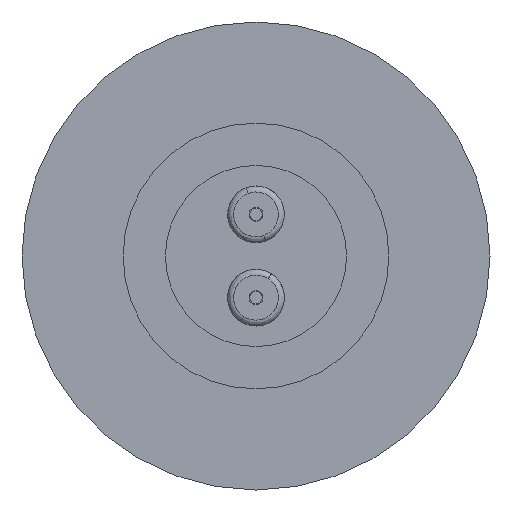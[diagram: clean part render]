
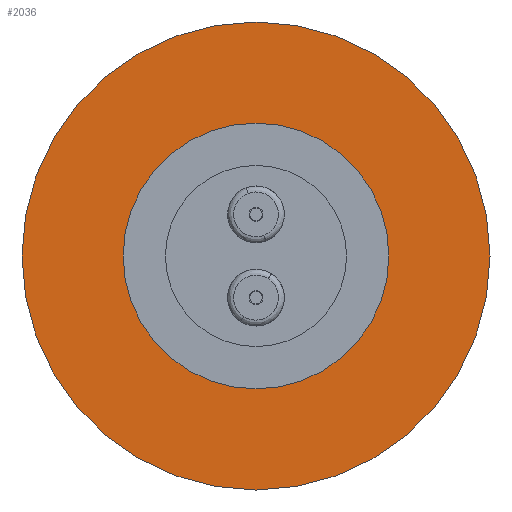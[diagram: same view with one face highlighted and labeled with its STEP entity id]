
A CAD part, front view. The second image highlights one B-rep face of the part: STEP entity #2036.
In plain terms, the highlighted planar face has unit normal (0, -1, 0).
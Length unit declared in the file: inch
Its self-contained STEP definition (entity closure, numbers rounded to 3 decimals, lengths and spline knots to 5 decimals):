
#61 = AXIS2_PLACEMENT_3D ( 'NONE', #1247, #1242, #1219 ) ;
#79 = AXIS2_PLACEMENT_3D ( 'NONE', #757, #756, #755 ) ;
#91 = AXIS2_PLACEMENT_3D ( 'NONE', #754, #753, #752 ) ;
#107 = AXIS2_PLACEMENT_3D ( 'NONE', #767, #766, #765 ) ;
#108 = AXIS2_PLACEMENT_3D ( 'NONE', #775, #774, #773 ) ;
#186 = VERTEX_POINT ( 'NONE', #2017 ) ;
#248 = VERTEX_POINT ( 'NONE', #1968 ) ;
#275 = ORIENTED_EDGE ( 'NONE', *, *, #1012, .F. ) ;
#277 = EDGE_LOOP ( 'NONE', ( #582, #275 ) ) ;
#290 = ORIENTED_EDGE ( 'NONE', *, *, #1015, .F. ) ;
#318 = VERTEX_POINT ( 'NONE', #1894 ) ;
#491 = EDGE_LOOP ( 'NONE', ( #587, #290 ) ) ;
#582 = ORIENTED_EDGE ( 'NONE', *, *, #1019, .F. ) ;
#587 = ORIENTED_EDGE ( 'NONE', *, *, #1018, .F. ) ;
#595 = VERTEX_POINT ( 'NONE', #1878 ) ;
#752 = DIRECTION ( 'NONE',  ( -1., 0., 0. ) ) ;
#753 = DIRECTION ( 'NONE',  ( 0., -1., 0. ) ) ;
#754 = CARTESIAN_POINT ( 'NONE',  ( 0., -0.505, 0. ) ) ;
#755 = DIRECTION ( 'NONE',  ( 1., 0., 0. ) ) ;
#756 = DIRECTION ( 'NONE',  ( 0., 1., 0. ) ) ;
#757 = CARTESIAN_POINT ( 'NONE',  ( 0., -0.505, 0. ) ) ;
#765 = DIRECTION ( 'NONE',  ( 1., 0., 0. ) ) ;
#766 = DIRECTION ( 'NONE',  ( 0., 1., 0. ) ) ;
#767 = CARTESIAN_POINT ( 'NONE',  ( 0., -0.505, 0. ) ) ;
#773 = DIRECTION ( 'NONE',  ( -1., 0., 0. ) ) ;
#774 = DIRECTION ( 'NONE',  ( 0., -1., 0. ) ) ;
#775 = CARTESIAN_POINT ( 'NONE',  ( 0., -0.505, 0. ) ) ;
#1012 = EDGE_CURVE ( 'NONE', #595, #248, #1438, .T. ) ;
#1015 = EDGE_CURVE ( 'NONE', #186, #318, #1519, .T. ) ;
#1018 = EDGE_CURVE ( 'NONE', #318, #186, #1522, .T. ) ;
#1019 = EDGE_CURVE ( 'NONE', #248, #595, #1526, .T. ) ;
#1219 = DIRECTION ( 'NONE',  ( 1., 0., 0. ) ) ;
#1242 = DIRECTION ( 'NONE',  ( 0., 1., 0. ) ) ;
#1247 = CARTESIAN_POINT ( 'NONE',  ( 0., -0.505, 0. ) ) ;
#1249 = PLANE ( 'NONE',  #61 ) ;
#1438 = CIRCLE ( 'NONE', #108, 0.335 ) ;
#1519 = CIRCLE ( 'NONE', #107, 0.59 ) ;
#1522 = CIRCLE ( 'NONE', #79, 0.59 ) ;
#1526 = CIRCLE ( 'NONE', #91, 0.335 ) ;
#1602 = FACE_OUTER_BOUND ( 'NONE', #491, .T. ) ;
#1622 = FACE_BOUND ( 'NONE', #277, .T. ) ;
#1878 = CARTESIAN_POINT ( 'NONE',  ( 0.335, -0.505, 0. ) ) ;
#1894 = CARTESIAN_POINT ( 'NONE',  ( -0.59, -0.505, 0. ) ) ;
#1968 = CARTESIAN_POINT ( 'NONE',  ( -0.335, -0.505, 0. ) ) ;
#2017 = CARTESIAN_POINT ( 'NONE',  ( 0.59, -0.505, 0. ) ) ;
#2036 = ADVANCED_FACE ( 'NONE', ( #1622, #1602 ), #1249, .F. ) ;
